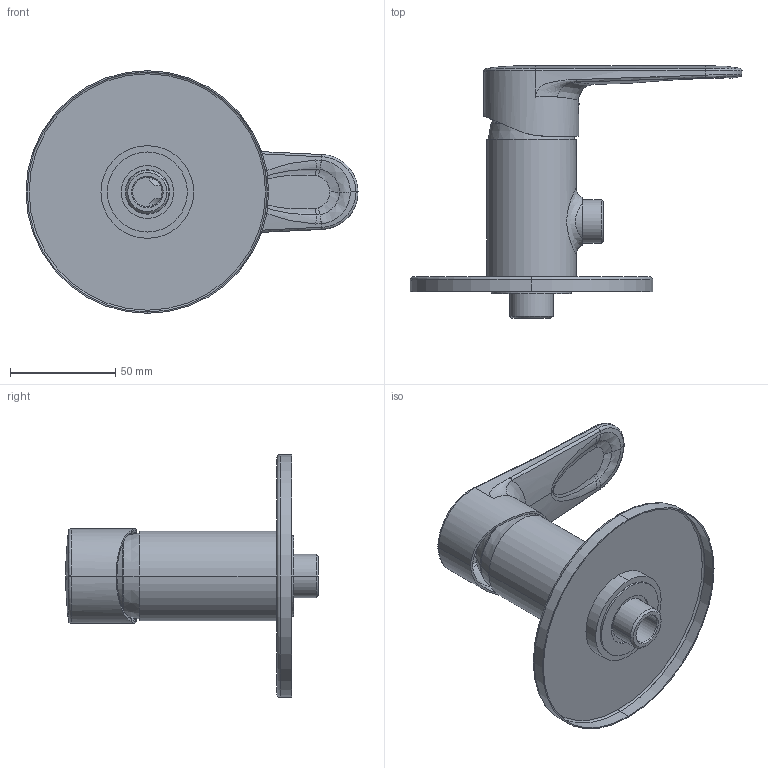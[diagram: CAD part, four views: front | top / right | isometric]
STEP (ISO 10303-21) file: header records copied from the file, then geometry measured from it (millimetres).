
FILE_DESCRIPTION((''),'2;1');
FILE_NAME('FFASB226-701500BF0_ASM','2018-08-24T',('10114231'),(''),'CREO PARAMETRIC BY PTC INC, 2014440','CREO PARAMETRIC BY PTC INC, 2014440','');
FILE_SCHEMA(('CONFIG_CONTROL_DESIGN'));
Length unit declared in the file: millimetre
Products named in the file (16): 1580038750; 158B950189_BODY_RNM; 158B950189_PIVOT_RNM; 158B950189_WASHER_RNM; 158B950189_O-RING_RNM; 158B950189_RNM_ASM; 1580726050; 1581387399; 1581084250; 1581387299; 1581174499; 603275_RNM; FF1-CN521L00000197; 158A917376; 15809701PA; FFASB226-701500BF0_ASM
Assembly tree (16 placements, depth 3):
  FFASB226-701500BF0_ASM
    1580038750
    158B950189_RNM_ASM
      158B950189_BODY_RNM
      158B950189_PIVOT_RNM
      158B950189_WASHER_RNM  x2
      158B950189_O-RING_RNM
    1580726050
    1581387399
    1581084250
    1581387299
    1581174499
    603275_RNM
    FF1-CN521L00000197
    158A917376
    15809701PA
Bounding box: 157.6 x 120 x 115.2 mm (x, y, z)
Volume: 131826.4 mm3; surface area: 94828.4 mm2
Topology: 15 solids, 15 shells, 528 faces, 1218 edges, 735 vertices
Faces by surface type: cylinder 154, plane 138, bspline 122, torus 66, cone 44, sphere 4
Entity records: 23800 total; most frequent: CARTESIAN_POINT 12526, ORIENTED_EDGE 2356, DIRECTION 2164, EDGE_CURVE 1178, AXIS2_PLACEMENT_3D 883, VERTEX_POINT 719, EDGE_LOOP 567, FACE_OUTER_BOUND 514
